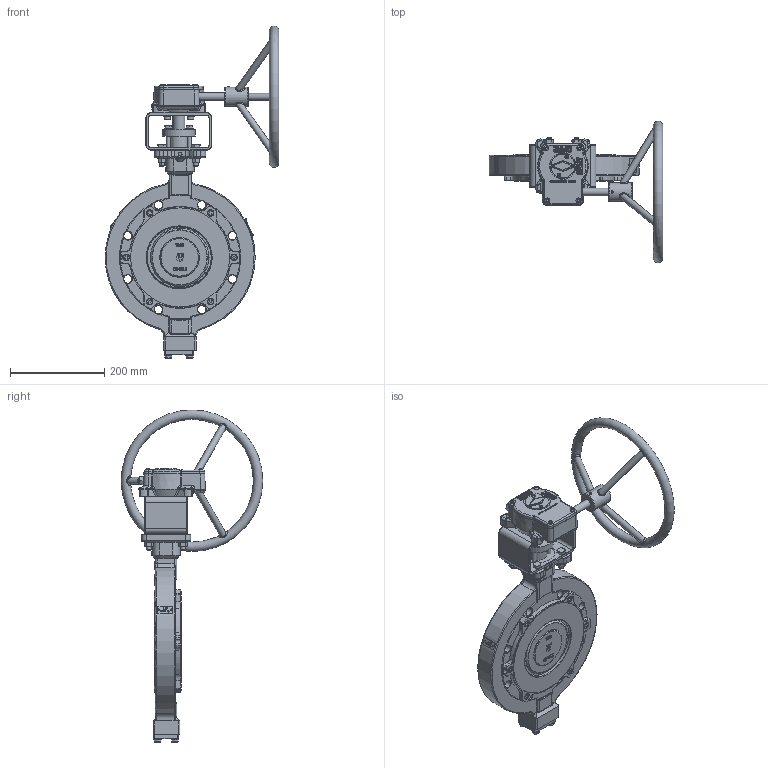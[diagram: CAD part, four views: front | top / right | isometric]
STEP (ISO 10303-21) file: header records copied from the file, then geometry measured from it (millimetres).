
FILE_DESCRIPTION(('HOOPS Exchange Step'),'2;1');
FILE_NAME('AK14_DN150_PN10-16_Getriebe.stp','2024-11-22T14:06:19+01:00',('nieru'),('Unknown organisation'),'HOOPS Exchange 2024.2','HOOPS Exchange','Unknown authorisation');
FILE_SCHEMA( ('AP203_CONFIGURATION_CONTROLLED_3D_DESIGN_OF_MECHANICAL_PARTS_AND_ASSEMBLIES_MIM_LF') );
Length unit declared in the file: millimetre
Products named in the file (10): 0; root
Assembly tree (9 placements, depth 4):
  root
    0
    0
      0
      0
      0
      0
      0
      0
        0
Bounding box: 368.34 x 300 x 703.9 mm (x, y, z)
Volume: 4335311.1 mm3; surface area: 692190.9 mm2
Topology: 81 solids, 708 shells, 3699 faces, 10434 edges, 7547 vertices
Faces by surface type: bspline 1174, plane 907, cylinder 902, cone 390, torus 279, sphere 47
Full cylindrical faces by diameter (mm): 8 x6, 9 x4, 10.106 x4, 10.5 x4, 11 x8, 13 x8, 14 x6, 14.8 x4, 16 x2, 17.15 x1, 18.1 x4, 22 x2, 25 x4, 27 x1, 35 x1, 40 x1, 41.453 x1, 52 x1, 56 x1, 69.5 x1, 75 x1, 130 x1
Entity records: 327694 total; most frequent: CARTESIAN_POINT 237595, ORIENTED_EDGE 17750, DIRECTION 15998, EDGE_CURVE 10372, VERTEX_POINT 7547, AXIS2_PLACEMENT_3D 6300, EDGE_LOOP 3905, FACE_BOUND 3905
